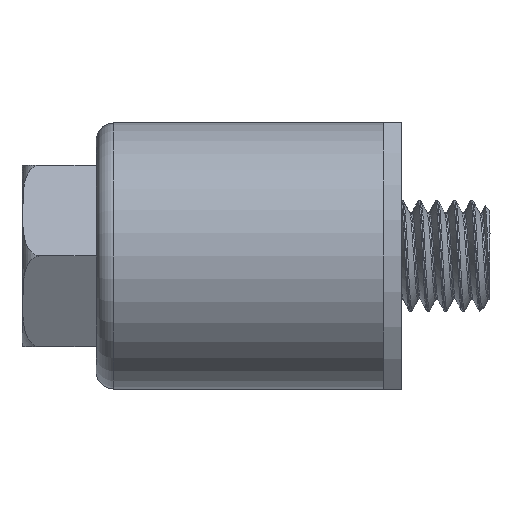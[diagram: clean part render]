
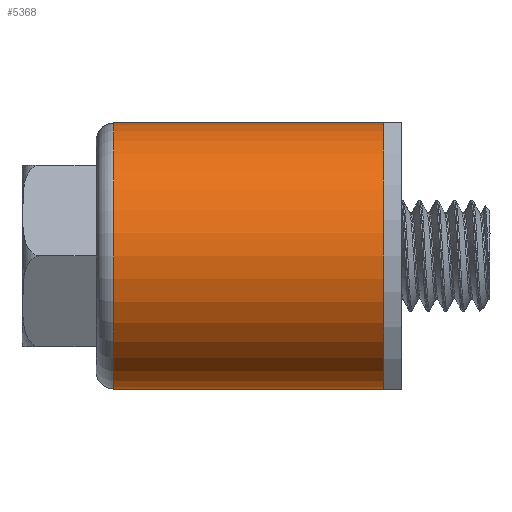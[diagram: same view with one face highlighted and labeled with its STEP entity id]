
A CAD part, left-side view. The second image highlights one B-rep face of the part: STEP entity #5368.
In plain terms, the highlighted cylindrical face has radius 9.525 mm (diameter 19.05 mm), a partial arc.
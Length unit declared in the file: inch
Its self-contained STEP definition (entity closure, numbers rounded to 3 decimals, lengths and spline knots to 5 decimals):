
#547=FACE_OUTER_BOUND('',#914,.T.);
#914=EDGE_LOOP('',(#4280,#4281,#4282,#4283));
#1269=CIRCLE('',#5822,0.375);
#1274=CIRCLE('',#5832,0.375);
#1745=LINE('',#14171,#2000);
#1749=LINE('',#14191,#2004);
#2000=VECTOR('',#6850,0.3937);
#2004=VECTOR('',#6876,0.3937);
#2400=VERTEX_POINT('',#14168);
#2401=VERTEX_POINT('',#14170);
#2405=VERTEX_POINT('',#14184);
#2406=VERTEX_POINT('',#14190);
#3038=EDGE_CURVE('',#2400,#2401,#1745,.T.);
#3047=EDGE_CURVE('',#2401,#2405,#1269,.T.);
#3048=EDGE_CURVE('',#2406,#2405,#1749,.T.);
#3058=EDGE_CURVE('',#2400,#2406,#1274,.T.);
#4280=ORIENTED_EDGE('',*,*,#3047,.F.);
#4281=ORIENTED_EDGE('',*,*,#3038,.F.);
#4282=ORIENTED_EDGE('',*,*,#3058,.T.);
#4283=ORIENTED_EDGE('',*,*,#3048,.T.);
#4753=CYLINDRICAL_SURFACE('',#5833,0.375);
#5368=ADVANCED_FACE('',(#547),#4753,.T.);
#5822=AXIS2_PLACEMENT_3D('',#14188,#6872,#6873);
#5832=AXIS2_PLACEMENT_3D('',#14210,#6898,#6899);
#5833=AXIS2_PLACEMENT_3D('',#14211,#6900,#6901);
#6850=DIRECTION('',(0.,1.,0.));
#6872=DIRECTION('center_axis',(0.,1.,0.));
#6873=DIRECTION('ref_axis',(-1.,0.,0.));
#6876=DIRECTION('',(0.,1.,0.));
#6898=DIRECTION('center_axis',(0.,1.,0.));
#6899=DIRECTION('ref_axis',(0.,0.,-1.));
#6900=DIRECTION('center_axis',(0.,1.,0.));
#6901=DIRECTION('ref_axis',(0.,0.,-1.));
#14168=CARTESIAN_POINT('',(-0.793,0.05,-0.375));
#14170=CARTESIAN_POINT('',(-0.793,0.81,-0.375));
#14171=CARTESIAN_POINT('',(-0.793,0.,-0.375));
#14184=CARTESIAN_POINT('',(-0.793,0.81,0.375));
#14188=CARTESIAN_POINT('Origin',(-0.793,0.81,0.));
#14190=CARTESIAN_POINT('',(-0.793,0.05,0.375));
#14191=CARTESIAN_POINT('',(-0.793,0.,0.375));
#14210=CARTESIAN_POINT('Origin',(-0.793,0.05,0.));
#14211=CARTESIAN_POINT('Origin',(-0.793,0.,0.));
